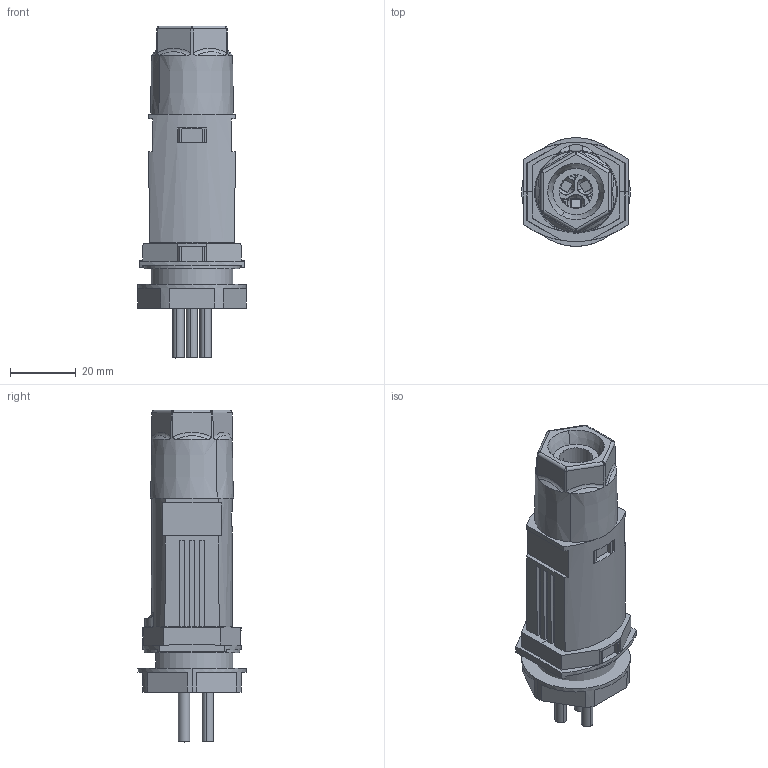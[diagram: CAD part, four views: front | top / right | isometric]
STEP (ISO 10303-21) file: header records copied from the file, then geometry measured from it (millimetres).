
FILE_DESCRIPTION(('Creo Elements/Direct Modeling STEP Export'),'2;1');
FILE_NAME('model.stp','2021-08-15T 4:19:55',(''),(''),'Creo Elements/Direct Modeling STEP processor for AP214 (Solid Model)','Creo Elements/Direct Modeling 20.1D 10-Oct-2020 (C) Parametric Technology GmbH','');
FILE_SCHEMA(('AUTOMOTIVE_DESIGN { 1 0 10303 214 1 1 1 1 }'));
Length unit declared in the file: millimetre
Products named in the file (4): IPD_WD_3P2.5100A_LNPE_M25_BK_ASSY-select; A_INL_M25X1.5_D33_SW30_BK-select; IPD_W26_BK-select; IPD_WD_3P2.5_1.0_M25_BK-select
Assembly tree (3 placements, depth 2):
  IPD_WD_3P2.5_1.0_M25_BK-select
    IPD_W26_BK-select
    A_INL_M25X1.5_D33_SW30_BK-select
    IPD_WD_3P2.5100A_LNPE_M25_BK_ASSY-select
Bounding box: 33 x 33 x 100.72 mm (x, y, z)
Volume: 35297.6 mm3; surface area: 20295.4 mm2
Topology: 3 solids, 3 shells, 480 faces, 1297 edges, 857 vertices
Faces by surface type: plane 342, cylinder 63, cone 56, torus 13, bspline 6
Entity records: 31086 total; most frequent: CARTESIAN_POINT 15563, ORIENTED_EDGE 2594, DIRECTION 2011, EDGE_CURVE 1297, VERTEX_POINT 857, VECTOR 753, LINE 753, AXIS2_PLACEMENT_3D 629
